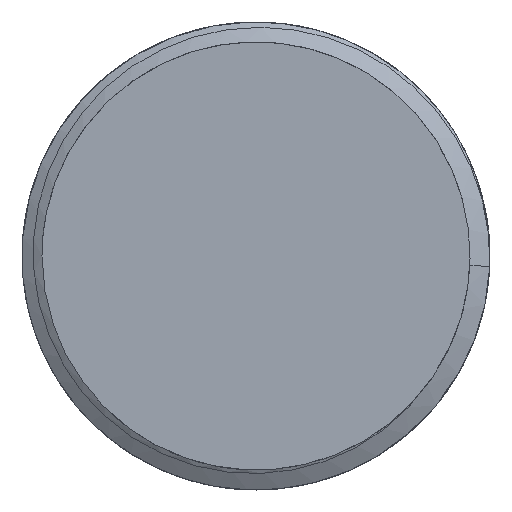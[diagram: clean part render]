
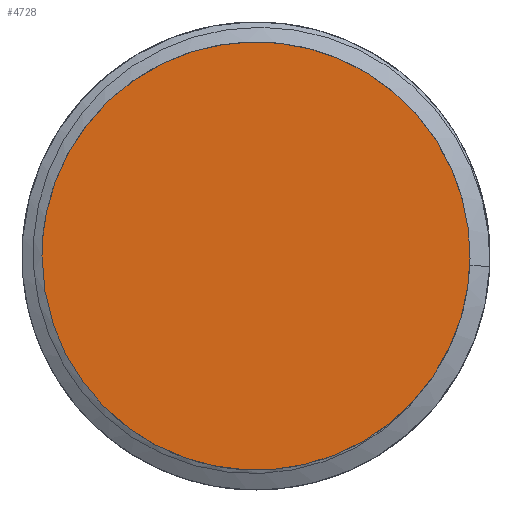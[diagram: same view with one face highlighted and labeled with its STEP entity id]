
A CAD part, left-side view. The second image highlights one B-rep face of the part: STEP entity #4728.
In plain terms, the highlighted free-form (B-spline) face has degree [1, 1] with [2, 2] control points.
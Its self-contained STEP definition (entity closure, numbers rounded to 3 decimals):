
#4648=CARTESIAN_POINT('',(0.,8.35,0.));
#4649=VERTEX_POINT('',#4648);
#4655=CARTESIAN_POINT('',(0.,8.35,0.));
#4656=CARTESIAN_POINT('',(0.,8.35,-8.35));
#4657=CARTESIAN_POINT('',(0.,0.,-8.35));
#4658=CARTESIAN_POINT('',(0.,-8.35,-8.35));
#4659=CARTESIAN_POINT('',(0.,-8.35,0.));
#4660=CARTESIAN_POINT('',(0.,-8.35,8.35));
#4661=CARTESIAN_POINT('',(0.,0.,8.35));
#4662=CARTESIAN_POINT('',(0.,8.35,8.35));
#4663=CARTESIAN_POINT('',(0.,8.35,0.));
#4664=(BOUNDED_CURVE()B_SPLINE_CURVE(2,(#4655,#4656,#4657,#4658,#4659,#4660,#4661,#4662,#4663),.CIRCULAR_ARC.,.T.,.U.)B_SPLINE_CURVE_WITH_KNOTS((3,2,2,2,3),(0.,0.25,0.5,0.75,1.),.UNSPECIFIED.)CURVE()GEOMETRIC_REPRESENTATION_ITEM()RATIONAL_B_SPLINE_CURVE((1.,0.707,1.,0.707,1.,0.707,1.,0.707,1.))REPRESENTATION_ITEM(''));
#4665=EDGE_CURVE('',#4649,#4649,#4664,.T.);
#4720=CARTESIAN_POINT('',(0.,-25.05,25.05));
#4721=CARTESIAN_POINT('',(0.,-25.05,-25.05));
#4722=CARTESIAN_POINT('',(0.,25.05,25.05));
#4723=CARTESIAN_POINT('',(0.,25.05,-25.05));
#4724=B_SPLINE_SURFACE_WITH_KNOTS('',1,1,((#4720,#4721),(#4722,#4723)),.PLANE_SURF.,.F.,.F.,.U.,(2,2),(2,2),(-1.,2.),(-1.,2.),.UNSPECIFIED.);
#4725=ORIENTED_EDGE('',*,*,#4665,.T.);
#4726=EDGE_LOOP('',(#4725));
#4727=FACE_OUTER_BOUND('',#4726,.T.);
#4728=ADVANCED_FACE('',(#4727),#4724,.T.);
